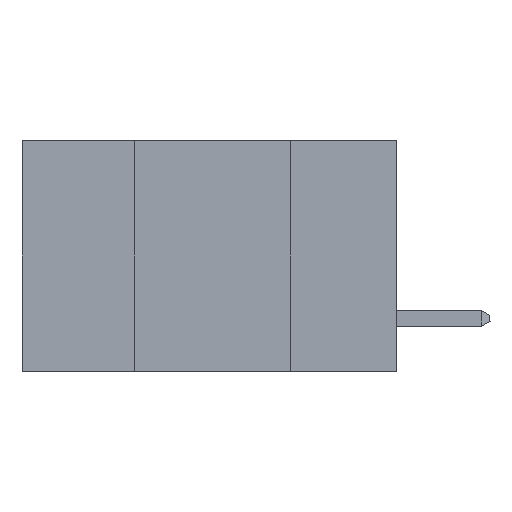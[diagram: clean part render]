
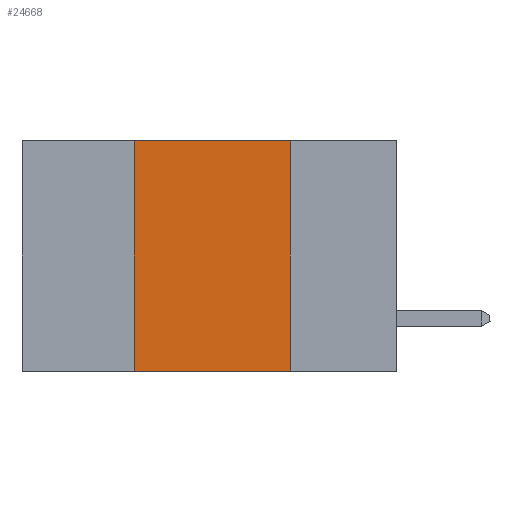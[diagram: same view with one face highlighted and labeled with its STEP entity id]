
A CAD part, left-side view. The second image highlights one B-rep face of the part: STEP entity #24668.
In plain terms, the highlighted planar face has unit normal (-1, 0, 0).
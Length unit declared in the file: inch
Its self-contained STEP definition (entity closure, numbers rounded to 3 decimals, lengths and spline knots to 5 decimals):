
#874 = DIRECTION ( 'NONE',  ( 0., 0., -1. ) ) ;
#2699 = DIRECTION ( 'NONE',  ( 0., 0., 1. ) ) ;
#3350 = EDGE_CURVE ( 'NONE', #11423, #8978, #13757, .T. ) ;
#4607 = EDGE_CURVE ( 'NONE', #17871, #7496, #13049, .T. ) ;
#4987 = ORIENTED_EDGE ( 'NONE', *, *, #4607, .F. ) ;
#4998 = VECTOR ( 'NONE', #20226, 39.37008 ) ;
#6075 = VECTOR ( 'NONE', #14832, 39.37008 ) ;
#7382 = VECTOR ( 'NONE', #27019, 39.37008 ) ;
#7496 = VERTEX_POINT ( 'NONE', #13695 ) ;
#8726 = LINE ( 'NONE', #19599, #4998 ) ;
#8934 = CARTESIAN_POINT ( 'NONE',  ( 0., 0.42, 0. ) ) ;
#8978 = VERTEX_POINT ( 'NONE', #23251 ) ;
#9022 = CARTESIAN_POINT ( 'NONE',  ( 0., 0.17, 0. ) ) ;
#9349 = PLANE ( 'NONE',  #18440 ) ;
#9629 = EDGE_CURVE ( 'NONE', #11423, #7496, #17279, .T. ) ;
#10810 = EDGE_CURVE ( 'NONE', #8978, #17871, #8726, .T. ) ;
#11423 = VERTEX_POINT ( 'NONE', #19044 ) ;
#13049 = LINE ( 'NONE', #9022, #7382 ) ;
#13578 = DIRECTION ( 'NONE',  ( 1., 0., 0. ) ) ;
#13695 = CARTESIAN_POINT ( 'NONE',  ( 0., 0.17, -0.37 ) ) ;
#13757 = LINE ( 'NONE', #8934, #18615 ) ;
#14802 = CARTESIAN_POINT ( 'NONE',  ( 0., 0.6, -0.37 ) ) ;
#14832 = DIRECTION ( 'NONE',  ( 0., -1., 0. ) ) ;
#15552 = CARTESIAN_POINT ( 'NONE',  ( 0., 0.6, 0. ) ) ;
#17279 = LINE ( 'NONE', #14802, #6075 ) ;
#17871 = VERTEX_POINT ( 'NONE', #19073 ) ;
#18440 = AXIS2_PLACEMENT_3D ( 'NONE', #15552, #13578, #874 ) ;
#18615 = VECTOR ( 'NONE', #2699, 39.37008 ) ;
#19044 = CARTESIAN_POINT ( 'NONE',  ( 0., 0.42, -0.37 ) ) ;
#19073 = CARTESIAN_POINT ( 'NONE',  ( 0., 0.17, 0. ) ) ;
#19599 = CARTESIAN_POINT ( 'NONE',  ( 0., 0.6, 0. ) ) ;
#20226 = DIRECTION ( 'NONE',  ( 0., -1., 0. ) ) ;
#20930 = EDGE_LOOP ( 'NONE', ( #4987, #23733, #22569, #26085 ) ) ;
#21534 = FACE_OUTER_BOUND ( 'NONE', #20930, .T. ) ;
#22569 = ORIENTED_EDGE ( 'NONE', *, *, #3350, .F. ) ;
#23251 = CARTESIAN_POINT ( 'NONE',  ( 0., 0.42, 0. ) ) ;
#23733 = ORIENTED_EDGE ( 'NONE', *, *, #10810, .F. ) ;
#24668 = ADVANCED_FACE ( 'NONE', ( #21534 ), #9349, .F. ) ;
#26085 = ORIENTED_EDGE ( 'NONE', *, *, #9629, .T. ) ;
#27019 = DIRECTION ( 'NONE',  ( 0., 0., -1. ) ) ;
